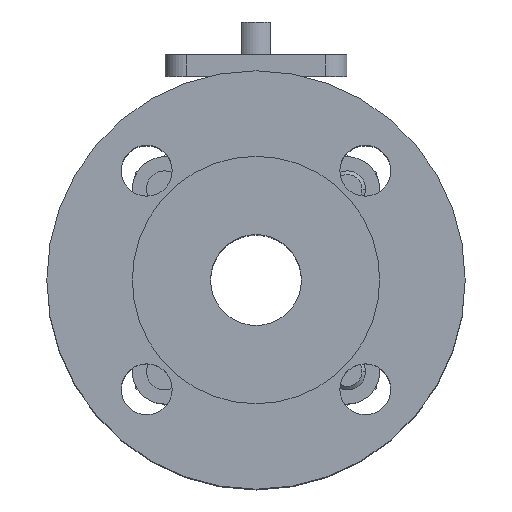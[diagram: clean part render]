
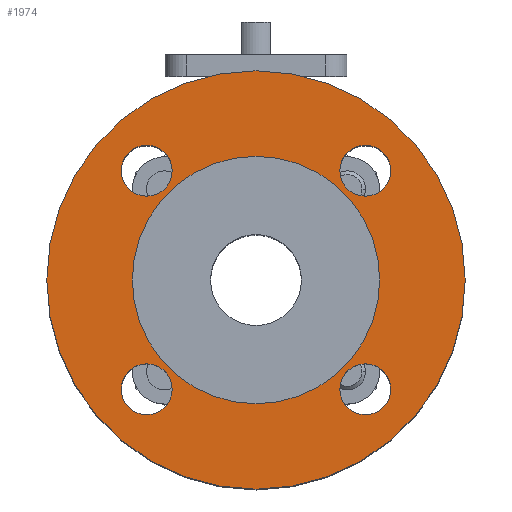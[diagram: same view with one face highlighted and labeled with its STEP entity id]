
A CAD part, top view. The second image highlights one B-rep face of the part: STEP entity #1974.
In plain terms, the highlighted planar face has unit normal (0, 0, 1).
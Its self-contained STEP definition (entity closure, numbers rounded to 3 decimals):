
#97 = DIRECTION ( 'NONE',  ( 1., 0., 0. ) ) ;
#339 = DIRECTION ( 'NONE',  ( -1., 0., 0. ) ) ;
#372 = CARTESIAN_POINT ( 'NONE',  ( -57.5, 0., 52. ) ) ;
#496 = CIRCLE ( 'NONE', #1066, 7. ) ;
#536 = CIRCLE ( 'NONE', #12101, 57.5 ) ;
#575 = VERTEX_POINT ( 'NONE', #13359 ) ;
#625 = EDGE_CURVE ( 'NONE', #11791, #1571, #536, .T. ) ;
#691 = CARTESIAN_POINT ( 'NONE',  ( -30.052, -30.052, 52. ) ) ;
#807 = CARTESIAN_POINT ( 'NONE',  ( 30.052, 30.052, 52. ) ) ;
#808 = CARTESIAN_POINT ( 'NONE',  ( -23.052, -30.052, 52. ) ) ;
#1030 = CARTESIAN_POINT ( 'NONE',  ( -34., 0., 52. ) ) ;
#1066 = AXIS2_PLACEMENT_3D ( 'NONE', #14249, #6961, #15455 ) ;
#1571 = VERTEX_POINT ( 'NONE', #2920 ) ;
#1642 = ORIENTED_EDGE ( 'NONE', *, *, #14371, .F. ) ;
#1667 = CIRCLE ( 'NONE', #11102, 34. ) ;
#1694 = CARTESIAN_POINT ( 'NONE',  ( 23.052, -30.052, 52. ) ) ;
#1966 = DIRECTION ( 'NONE',  ( 1., 0., 0. ) ) ;
#1972 = EDGE_CURVE ( 'NONE', #4594, #15249, #1667, .T. ) ;
#1974 = ADVANCED_FACE ( 'NONE', ( #9176, #14454, #12006, #5063, #11237, #8014 ), #9259, .T. ) ;
#2064 = DIRECTION ( 'NONE',  ( 1., 0., 0. ) ) ;
#2074 = EDGE_CURVE ( 'NONE', #15441, #4045, #6421, .T. ) ;
#2477 = ORIENTED_EDGE ( 'NONE', *, *, #15603, .F. ) ;
#2898 = CARTESIAN_POINT ( 'NONE',  ( -30.052, -30.052, 52. ) ) ;
#2920 = CARTESIAN_POINT ( 'NONE',  ( 57.5, 0., 52. ) ) ;
#3282 = AXIS2_PLACEMENT_3D ( 'NONE', #11651, #14083, #6792 ) ;
#3299 = AXIS2_PLACEMENT_3D ( 'NONE', #14905, #7658, #97 ) ;
#3325 = CARTESIAN_POINT ( 'NONE',  ( -37.052, -30.052, 52. ) ) ;
#3614 = AXIS2_PLACEMENT_3D ( 'NONE', #15141, #7915, #339 ) ;
#3777 = EDGE_CURVE ( 'NONE', #1571, #11791, #10808, .T. ) ;
#4030 = CARTESIAN_POINT ( 'NONE',  ( 30.052, 30.052, 52. ) ) ;
#4045 = VERTEX_POINT ( 'NONE', #3325 ) ;
#4176 = DIRECTION ( 'NONE',  ( 1., 0., 0. ) ) ;
#4237 = CARTESIAN_POINT ( 'NONE',  ( 0., 0., 52. ) ) ;
#4594 = VERTEX_POINT ( 'NONE', #1030 ) ;
#4714 = AXIS2_PLACEMENT_3D ( 'NONE', #7217, #15696, #8491 ) ;
#4715 = CIRCLE ( 'NONE', #3299, 7. ) ;
#4717 = DIRECTION ( 'NONE',  ( 0., 0., 1. ) ) ;
#4743 = ORIENTED_EDGE ( 'NONE', *, *, #3777, .F. ) ;
#4794 = AXIS2_PLACEMENT_3D ( 'NONE', #2898, #11595, #4176 ) ;
#4927 = ORIENTED_EDGE ( 'NONE', *, *, #625, .F. ) ;
#5063 = FACE_BOUND ( 'NONE', #12760, .T. ) ;
#5277 = EDGE_LOOP ( 'NONE', ( #2477, #1642 ) ) ;
#5329 = DIRECTION ( 'NONE',  ( 1., 0., 0. ) ) ;
#5526 = DIRECTION ( 'NONE',  ( -1., 0., 0. ) ) ;
#5642 = ORIENTED_EDGE ( 'NONE', *, *, #2074, .F. ) ;
#5954 = EDGE_CURVE ( 'NONE', #575, #14338, #15729, .T. ) ;
#6166 = CARTESIAN_POINT ( 'NONE',  ( 0., 0., 52. ) ) ;
#6327 = ORIENTED_EDGE ( 'NONE', *, *, #9489, .F. ) ;
#6335 = CARTESIAN_POINT ( 'NONE',  ( -23.052, 30.052, 52. ) ) ;
#6417 = AXIS2_PLACEMENT_3D ( 'NONE', #12098, #4717, #13304 ) ;
#6421 = CIRCLE ( 'NONE', #13227, 7. ) ;
#6632 = CIRCLE ( 'NONE', #11323, 7. ) ;
#6792 = DIRECTION ( 'NONE',  ( 1., 0., 0. ) ) ;
#6961 = DIRECTION ( 'NONE',  ( 0., 0., 1. ) ) ;
#7217 = CARTESIAN_POINT ( 'NONE',  ( 0., 0., 52. ) ) ;
#7250 = VERTEX_POINT ( 'NONE', #1694 ) ;
#7335 = CARTESIAN_POINT ( 'NONE',  ( 30.052, -30.052, 52. ) ) ;
#7658 = DIRECTION ( 'NONE',  ( 0., 0., 1. ) ) ;
#7679 = ORIENTED_EDGE ( 'NONE', *, *, #10773, .T. ) ;
#7863 = EDGE_LOOP ( 'NONE', ( #8684, #15676 ) ) ;
#7915 = DIRECTION ( 'NONE',  ( 0., 0., -1. ) ) ;
#8014 = FACE_OUTER_BOUND ( 'NONE', #14902, .T. ) ;
#8058 = CARTESIAN_POINT ( 'NONE',  ( 37.052, -30.052, 52. ) ) ;
#8073 = EDGE_LOOP ( 'NONE', ( #5642, #6327 ) ) ;
#8077 = CIRCLE ( 'NONE', #3614, 34. ) ;
#8216 = VERTEX_POINT ( 'NONE', #8685 ) ;
#8491 = DIRECTION ( 'NONE',  ( -1., 0., 0. ) ) ;
#8590 = DIRECTION ( 'NONE',  ( 1., 0., 0. ) ) ;
#8684 = ORIENTED_EDGE ( 'NONE', *, *, #13988, .F. ) ;
#8685 = CARTESIAN_POINT ( 'NONE',  ( 23.052, 30.052, 52. ) ) ;
#8734 = VERTEX_POINT ( 'NONE', #8058 ) ;
#8812 = CARTESIAN_POINT ( 'NONE',  ( 37.052, 30.052, 52. ) ) ;
#8952 = EDGE_CURVE ( 'NONE', #8216, #15740, #10172, .T. ) ;
#9176 = FACE_BOUND ( 'NONE', #8073, .T. ) ;
#9259 = PLANE ( 'NONE',  #3282 ) ;
#9361 = CARTESIAN_POINT ( 'NONE',  ( 34., 0., 52. ) ) ;
#9489 = EDGE_CURVE ( 'NONE', #4045, #15441, #14876, .T. ) ;
#9522 = DIRECTION ( 'NONE',  ( 0., 0., 1. ) ) ;
#9587 = ORIENTED_EDGE ( 'NONE', *, *, #5954, .F. ) ;
#9622 = DIRECTION ( 'NONE',  ( 0., 0., 1. ) ) ;
#10172 = CIRCLE ( 'NONE', #15229, 7. ) ;
#10773 = EDGE_CURVE ( 'NONE', #15249, #4594, #8077, .T. ) ;
#10808 = CIRCLE ( 'NONE', #4714, 57.5 ) ;
#11102 = AXIS2_PLACEMENT_3D ( 'NONE', #4237, #12863, #5526 ) ;
#11237 = FACE_BOUND ( 'NONE', #11242, .T. ) ;
#11242 = EDGE_LOOP ( 'NONE', ( #12393, #7679 ) ) ;
#11323 = AXIS2_PLACEMENT_3D ( 'NONE', #7335, #15803, #8590 ) ;
#11595 = DIRECTION ( 'NONE',  ( 0., 0., 1. ) ) ;
#11641 = ORIENTED_EDGE ( 'NONE', *, *, #13195, .F. ) ;
#11651 = CARTESIAN_POINT ( 'NONE',  ( 0., 34., 52. ) ) ;
#11791 = VERTEX_POINT ( 'NONE', #372 ) ;
#11931 = AXIS2_PLACEMENT_3D ( 'NONE', #807, #9622, #2064 ) ;
#12006 = FACE_BOUND ( 'NONE', #7863, .T. ) ;
#12098 = CARTESIAN_POINT ( 'NONE',  ( -30.052, 30.052, 52. ) ) ;
#12101 = AXIS2_PLACEMENT_3D ( 'NONE', #6166, #13872, #14891 ) ;
#12393 = ORIENTED_EDGE ( 'NONE', *, *, #1972, .T. ) ;
#12669 = DIRECTION ( 'NONE',  ( 0., 0., 1. ) ) ;
#12760 = EDGE_LOOP ( 'NONE', ( #11641, #9587 ) ) ;
#12863 = DIRECTION ( 'NONE',  ( 0., 0., -1. ) ) ;
#13195 = EDGE_CURVE ( 'NONE', #14338, #575, #496, .T. ) ;
#13227 = AXIS2_PLACEMENT_3D ( 'NONE', #691, #9522, #1966 ) ;
#13304 = DIRECTION ( 'NONE',  ( 1., 0., 0. ) ) ;
#13359 = CARTESIAN_POINT ( 'NONE',  ( -37.052, 30.052, 52. ) ) ;
#13872 = DIRECTION ( 'NONE',  ( 0., 0., -1. ) ) ;
#13988 = EDGE_CURVE ( 'NONE', #15740, #8216, #14691, .T. ) ;
#14083 = DIRECTION ( 'NONE',  ( 0., 0., 1. ) ) ;
#14249 = CARTESIAN_POINT ( 'NONE',  ( -30.052, 30.052, 52. ) ) ;
#14338 = VERTEX_POINT ( 'NONE', #6335 ) ;
#14371 = EDGE_CURVE ( 'NONE', #7250, #8734, #4715, .T. ) ;
#14454 = FACE_BOUND ( 'NONE', #5277, .T. ) ;
#14691 = CIRCLE ( 'NONE', #11931, 7. ) ;
#14876 = CIRCLE ( 'NONE', #4794, 7. ) ;
#14891 = DIRECTION ( 'NONE',  ( -1., 0., 0. ) ) ;
#14902 = EDGE_LOOP ( 'NONE', ( #4927, #4743 ) ) ;
#14905 = CARTESIAN_POINT ( 'NONE',  ( 30.052, -30.052, 52. ) ) ;
#15141 = CARTESIAN_POINT ( 'NONE',  ( 0., 0., 52. ) ) ;
#15229 = AXIS2_PLACEMENT_3D ( 'NONE', #4030, #12669, #5329 ) ;
#15249 = VERTEX_POINT ( 'NONE', #9361 ) ;
#15441 = VERTEX_POINT ( 'NONE', #808 ) ;
#15455 = DIRECTION ( 'NONE',  ( 1., 0., 0. ) ) ;
#15603 = EDGE_CURVE ( 'NONE', #8734, #7250, #6632, .T. ) ;
#15676 = ORIENTED_EDGE ( 'NONE', *, *, #8952, .F. ) ;
#15696 = DIRECTION ( 'NONE',  ( 0., 0., -1. ) ) ;
#15729 = CIRCLE ( 'NONE', #6417, 7. ) ;
#15740 = VERTEX_POINT ( 'NONE', #8812 ) ;
#15803 = DIRECTION ( 'NONE',  ( 0., 0., 1. ) ) ;
